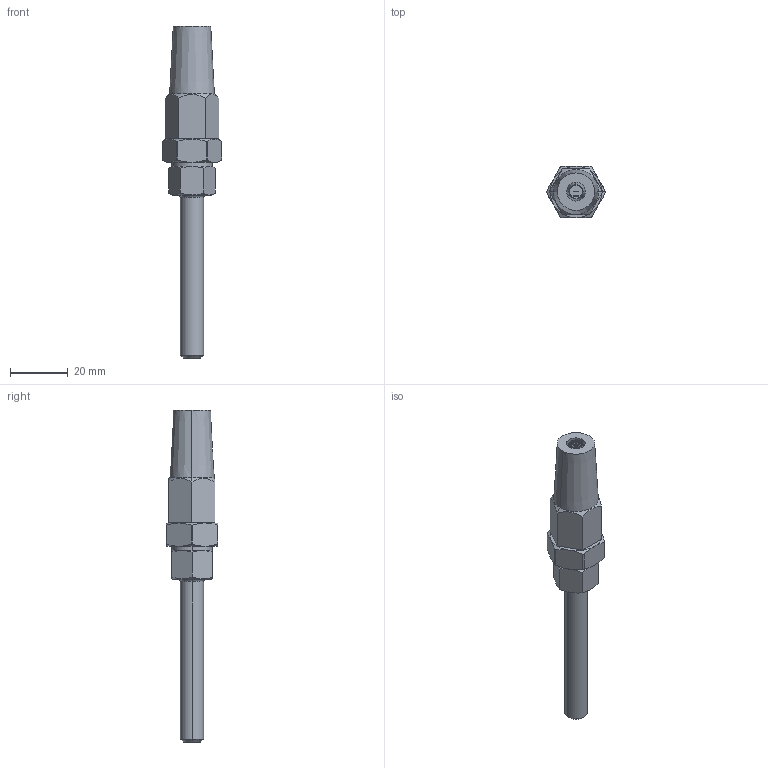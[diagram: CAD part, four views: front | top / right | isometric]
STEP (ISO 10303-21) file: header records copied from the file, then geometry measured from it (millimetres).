
FILE_DESCRIPTION (( 'STEP AP203' ), '1' );
FILE_NAME ('10170005.STEP', '2018-03-13T13:40:56', ( '' ), ( '' ), 'SwSTEP 2.0', 'SolidWorks 2015', '' );
FILE_SCHEMA (( 'CONFIG_CONTROL_DESIGN' ));
Length unit declared in the file: millimetre
Products named in the file (7): 1017000X Teil2_10170005 Teil2; 10170005; 1017000X Teil5_10170005 Teil5; 1017000X Teil3_10170005 Teil3; 1017000X Teil6_10170005 Teil6; 1017000X Teil4_10170005 Teil4; 1017000X Teil1_10170005 Teil1
Assembly tree (8 placements, depth 2):
  10170005
    1017000X Teil4_10170005 Teil4
    1017000X Teil5_10170005 Teil5
    1017000X Teil3_10170005 Teil3
    1017000X Teil2_10170005 Teil2  x3
    1017000X Teil1_10170005 Teil1
    1017000X Teil6_10170005 Teil6
Bounding box: 20.63 x 18 x 115.15 mm (x, y, z)
Volume: 13086 mm3; surface area: 8994 mm2
Topology: 8 solids, 8 shells, 549 faces, 1471 edges, 964 vertices
Faces by surface type: plane 144, cylinder 132, torus 122, bspline 101, cone 50
Entity records: 19263 total; most frequent: CARTESIAN_POINT 9567, ORIENTED_EDGE 2006, DIRECTION 1583, EDGE_CURVE 1003, VERTEX_POINT 652, AXIS2_PLACEMENT_3D 547, VECTOR 489, LINE 489
